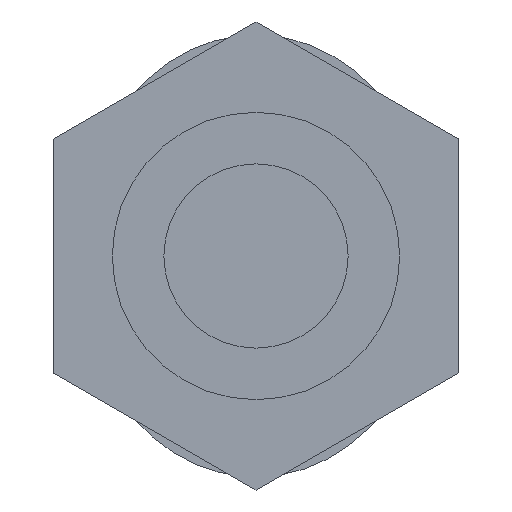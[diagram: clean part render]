
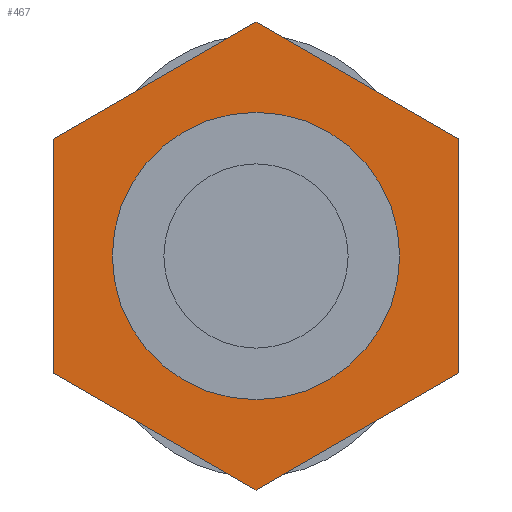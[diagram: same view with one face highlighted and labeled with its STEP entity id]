
A CAD part, front view. The second image highlights one B-rep face of the part: STEP entity #467.
In plain terms, the highlighted planar face has unit normal (0, -1, 0).
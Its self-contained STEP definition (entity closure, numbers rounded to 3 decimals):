
#23=LINE('',#625,#41);
#27=LINE('',#634,#45);
#30=LINE('',#640,#48);
#33=LINE('',#646,#51);
#36=LINE('',#652,#54);
#39=LINE('',#658,#57);
#41=VECTOR('',#534,1000.);
#45=VECTOR('',#540,1000.);
#48=VECTOR('',#545,1000.);
#51=VECTOR('',#550,1000.);
#54=VECTOR('',#555,1000.);
#57=VECTOR('',#560,1000.);
#66=PLANE('',#498);
#107=ORIENTED_EDGE('',*,*,#161,.T.);
#108=ORIENTED_EDGE('',*,*,#142,.T.);
#109=ORIENTED_EDGE('',*,*,#146,.T.);
#110=ORIENTED_EDGE('',*,*,#149,.T.);
#111=ORIENTED_EDGE('',*,*,#152,.T.);
#112=ORIENTED_EDGE('',*,*,#155,.T.);
#113=ORIENTED_EDGE('',*,*,#158,.T.);
#142=EDGE_CURVE('',#175,#176,#23,.T.);
#146=EDGE_CURVE('',#176,#179,#27,.T.);
#149=EDGE_CURVE('',#179,#181,#30,.T.);
#152=EDGE_CURVE('',#181,#183,#33,.T.);
#155=EDGE_CURVE('',#183,#185,#36,.T.);
#158=EDGE_CURVE('',#185,#175,#39,.T.);
#161=EDGE_CURVE('',#188,#188,#203,.T.);
#175=VERTEX_POINT('',#626);
#176=VERTEX_POINT('',#627);
#179=VERTEX_POINT('',#635);
#181=VERTEX_POINT('',#641);
#183=VERTEX_POINT('',#647);
#185=VERTEX_POINT('',#653);
#188=VERTEX_POINT('',#665);
#203=CIRCLE('',#499,3.9);
#223=EDGE_LOOP('',(#107));
#224=EDGE_LOOP('',(#108,#109,#110,#111,#112,#113));
#261=FACE_BOUND('',#223,.T.);
#262=FACE_BOUND('',#224,.T.);
#467=ADVANCED_FACE('',(#261,#262),#66,.T.);
#498=AXIS2_PLACEMENT_3D('',#663,#566,#567);
#499=AXIS2_PLACEMENT_3D('',#664,#568,#569);
#534=DIRECTION('',(0.,0.,-1.));
#540=DIRECTION('',(0.866,0.,-0.5));
#545=DIRECTION('',(0.866,0.,0.5));
#550=DIRECTION('',(0.,0.,1.));
#555=DIRECTION('',(-0.866,0.,0.5));
#560=DIRECTION('',(-0.866,0.,-0.5));
#566=DIRECTION('',(0.,-1.,0.));
#567=DIRECTION('',(0.,0.,-1.));
#568=DIRECTION('',(0.,1.,0.));
#569=DIRECTION('',(1.,0.,0.));
#625=CARTESIAN_POINT('',(-5.5,0.,3.175));
#626=CARTESIAN_POINT('',(-5.5,0.,3.175));
#627=CARTESIAN_POINT('',(-5.5,0.,-3.175));
#634=CARTESIAN_POINT('',(-5.5,0.,-3.175));
#635=CARTESIAN_POINT('',(0.,0.,-6.351));
#640=CARTESIAN_POINT('',(0.,0.,-6.351));
#641=CARTESIAN_POINT('',(5.5,0.,-3.175));
#646=CARTESIAN_POINT('',(5.5,0.,-3.175));
#647=CARTESIAN_POINT('',(5.5,0.,3.175));
#652=CARTESIAN_POINT('',(5.5,0.,3.175));
#653=CARTESIAN_POINT('',(0.,0.,6.351));
#658=CARTESIAN_POINT('',(0.,0.,6.351));
#663=CARTESIAN_POINT('',(0.,0.,0.));
#664=CARTESIAN_POINT('',(0.,0.,0.));
#665=CARTESIAN_POINT('',(3.9,0.,0.));
